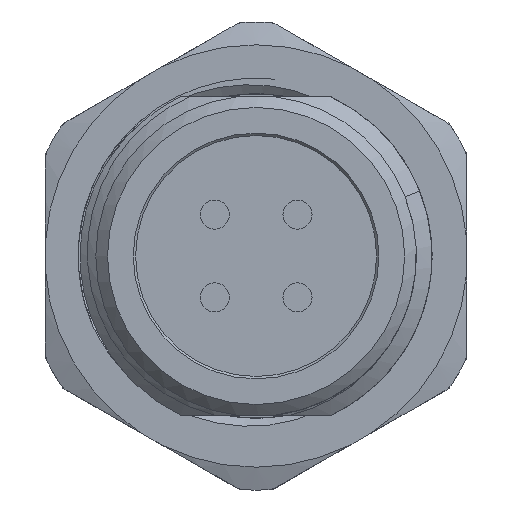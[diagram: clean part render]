
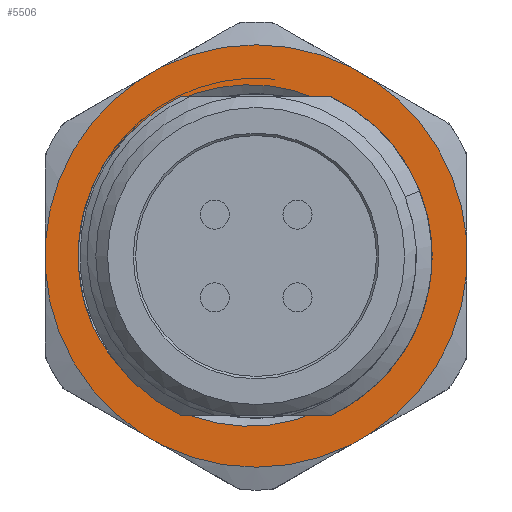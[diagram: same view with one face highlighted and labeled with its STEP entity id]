
A CAD part, left-side view. The second image highlights one B-rep face of the part: STEP entity #5506.
In plain terms, the highlighted planar face has unit normal (-1, 0, 0).
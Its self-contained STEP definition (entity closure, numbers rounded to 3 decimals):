
#265=B_SPLINE_CURVE_WITH_KNOTS('',3,(#19433,#19434,#19435,#19436,#19437,
#19438,#19439),.UNSPECIFIED.,.F.,.F.,(4,1,1,1,4),(0.,
0.004,0.009,0.013,0.017),
 .UNSPECIFIED.);
#266=B_SPLINE_CURVE_WITH_KNOTS('',3,(#19443,#19444,#19445,#19446,#19447,
#19448,#19449),.UNSPECIFIED.,.F.,.F.,(4,1,1,1,4),(0.,
0.004,0.009,0.013,0.017),
 .UNSPECIFIED.);
#561=LINE('',#19450,#826);
#562=LINE('',#19455,#827);
#563=LINE('',#19459,#828);
#564=LINE('',#19463,#829);
#565=LINE('',#19467,#830);
#566=LINE('',#19471,#831);
#826=VECTOR('',#7710,1000.);
#827=VECTOR('',#7713,1000.);
#828=VECTOR('',#7716,1000.);
#829=VECTOR('',#7719,1000.);
#830=VECTOR('',#7722,1000.);
#831=VECTOR('',#7725,1000.);
#1041=PLANE('',#6330);
#2265=ORIENTED_EDGE('',*,*,#3133,.F.);
#2266=ORIENTED_EDGE('',*,*,#3134,.T.);
#2267=ORIENTED_EDGE('',*,*,#3135,.T.);
#2268=ORIENTED_EDGE('',*,*,#3136,.T.);
#2269=ORIENTED_EDGE('',*,*,#3137,.F.);
#2270=ORIENTED_EDGE('',*,*,#3138,.T.);
#2271=ORIENTED_EDGE('',*,*,#3139,.F.);
#2272=ORIENTED_EDGE('',*,*,#3140,.T.);
#2273=ORIENTED_EDGE('',*,*,#3141,.F.);
#2274=ORIENTED_EDGE('',*,*,#3142,.T.);
#2275=ORIENTED_EDGE('',*,*,#3143,.F.);
#2276=ORIENTED_EDGE('',*,*,#3144,.T.);
#2277=ORIENTED_EDGE('',*,*,#3145,.F.);
#2278=ORIENTED_EDGE('',*,*,#3146,.T.);
#2279=ORIENTED_EDGE('',*,*,#3147,.F.);
#2280=ORIENTED_EDGE('',*,*,#3148,.T.);
#3133=EDGE_CURVE('',#3708,#3709,#4035,.T.);
#3134=EDGE_CURVE('',#3708,#3710,#265,.T.);
#3135=EDGE_CURVE('',#3710,#3711,#4036,.F.);
#3136=EDGE_CURVE('',#3711,#3709,#266,.T.);
#3137=EDGE_CURVE('',#3712,#3713,#561,.T.);
#3138=EDGE_CURVE('',#3712,#3714,#4037,.F.);
#3139=EDGE_CURVE('',#3715,#3714,#562,.T.);
#3140=EDGE_CURVE('',#3715,#3716,#4038,.F.);
#3141=EDGE_CURVE('',#3717,#3716,#563,.T.);
#3142=EDGE_CURVE('',#3717,#3718,#4039,.F.);
#3143=EDGE_CURVE('',#3719,#3718,#564,.T.);
#3144=EDGE_CURVE('',#3719,#3720,#4040,.F.);
#3145=EDGE_CURVE('',#3721,#3720,#565,.T.);
#3146=EDGE_CURVE('',#3721,#3722,#4041,.F.);
#3147=EDGE_CURVE('',#3723,#3722,#566,.T.);
#3148=EDGE_CURVE('',#3723,#3713,#4042,.F.);
#3708=VERTEX_POINT('',#19431);
#3709=VERTEX_POINT('',#19432);
#3710=VERTEX_POINT('',#19440);
#3711=VERTEX_POINT('',#19442);
#3712=VERTEX_POINT('',#19451);
#3713=VERTEX_POINT('',#19452);
#3714=VERTEX_POINT('',#19454);
#3715=VERTEX_POINT('',#19456);
#3716=VERTEX_POINT('',#19458);
#3717=VERTEX_POINT('',#19460);
#3718=VERTEX_POINT('',#19462);
#3719=VERTEX_POINT('',#19464);
#3720=VERTEX_POINT('',#19466);
#3721=VERTEX_POINT('',#19468);
#3722=VERTEX_POINT('',#19470);
#3723=VERTEX_POINT('',#19472);
#4035=CIRCLE('',#6331,7.6);
#4036=CIRCLE('',#6332,6.93);
#4037=CIRCLE('',#6333,9.024);
#4038=CIRCLE('',#6334,9.024);
#4039=CIRCLE('',#6335,9.024);
#4040=CIRCLE('',#6336,9.024);
#4041=CIRCLE('',#6337,9.024);
#4042=CIRCLE('',#6338,9.024);
#4510=EDGE_LOOP('',(#2265,#2266,#2267,#2268));
#4511=EDGE_LOOP('',(#2269,#2270,#2271,#2272,#2273,#2274,#2275,#2276,#2277,
#2278,#2279,#2280));
#5021=FACE_BOUND('',#4510,.T.);
#5022=FACE_BOUND('',#4511,.T.);
#5506=ADVANCED_FACE('',(#5021,#5022),#1041,.F.);
#6330=AXIS2_PLACEMENT_3D('',#19429,#7704,#7705);
#6331=AXIS2_PLACEMENT_3D('',#19430,#7706,#7707);
#6332=AXIS2_PLACEMENT_3D('',#19441,#7708,#7709);
#6333=AXIS2_PLACEMENT_3D('',#19453,#7711,#7712);
#6334=AXIS2_PLACEMENT_3D('',#19457,#7714,#7715);
#6335=AXIS2_PLACEMENT_3D('',#19461,#7717,#7718);
#6336=AXIS2_PLACEMENT_3D('',#19465,#7720,#7721);
#6337=AXIS2_PLACEMENT_3D('',#19469,#7723,#7724);
#6338=AXIS2_PLACEMENT_3D('',#19473,#7726,#7727);
#7704=DIRECTION('',(1.,0.,0.));
#7705=DIRECTION('',(0.,0.,-1.));
#7706=DIRECTION('',(-1.,0.,0.));
#7707=DIRECTION('',(0.,1.,0.));
#7708=DIRECTION('',(-1.,0.,0.));
#7709=DIRECTION('',(0.,0.,1.));
#7710=DIRECTION('',(0.,1.,0.));
#7711=DIRECTION('',(1.,0.,0.));
#7712=DIRECTION('',(0.,0.,-1.));
#7713=DIRECTION('',(0.,0.498,-0.867));
#7714=DIRECTION('',(1.,0.,0.));
#7715=DIRECTION('',(0.,0.,-1.));
#7716=DIRECTION('',(0.,-0.498,-0.867));
#7717=DIRECTION('',(1.,0.,0.));
#7718=DIRECTION('',(0.,0.,-1.));
#7719=DIRECTION('',(0.,-1.,0.));
#7720=DIRECTION('',(1.,0.,0.));
#7721=DIRECTION('',(0.,0.,-1.));
#7722=DIRECTION('',(0.,-0.497,0.868));
#7723=DIRECTION('',(1.,0.,0.));
#7724=DIRECTION('',(0.,0.,-1.));
#7725=DIRECTION('',(0.,0.497,0.868));
#7726=DIRECTION('',(1.,0.,0.));
#7727=DIRECTION('',(0.,0.,-1.));
#19429=CARTESIAN_POINT('',(-1.5,0.,0.));
#19430=CARTESIAN_POINT('',(-1.5,0.,0.));
#19431=CARTESIAN_POINT('',(-1.5,-4.081,6.411));
#19432=CARTESIAN_POINT('',(-1.5,3.02,6.974));
#19433=CARTESIAN_POINT('',(-1.5,-4.081,6.411));
#19434=CARTESIAN_POINT('',(-1.5,-5.265,5.593));
#19435=CARTESIAN_POINT('',(-1.5,-7.132,3.294));
#19436=CARTESIAN_POINT('',(-1.5,-7.622,-1.136));
#19437=CARTESIAN_POINT('',(-1.5,-5.55,-5.108));
#19438=CARTESIAN_POINT('',(-1.5,-2.928,-6.508));
#19439=CARTESIAN_POINT('',(-1.5,-1.511,-6.763));
#19440=CARTESIAN_POINT('',(-1.5,-1.511,-6.763));
#19441=CARTESIAN_POINT('',(-1.5,0.,0.));
#19442=CARTESIAN_POINT('',(-1.5,2.558,-6.441));
#19443=CARTESIAN_POINT('',(-1.5,2.558,-6.441));
#19444=CARTESIAN_POINT('',(-1.5,3.917,-5.964));
#19445=CARTESIAN_POINT('',(-1.5,6.29,-4.163));
#19446=CARTESIAN_POINT('',(-1.5,7.705,0.074));
#19447=CARTESIAN_POINT('',(-1.5,6.523,4.38));
#19448=CARTESIAN_POINT('',(-1.5,4.318,6.354));
#19449=CARTESIAN_POINT('',(-1.5,3.02,6.974));
#19450=CARTESIAN_POINT('',(-1.5,-4.376,-8.992));
#19451=CARTESIAN_POINT('',(-1.5,-0.764,-8.992));
#19452=CARTESIAN_POINT('',(-1.5,0.764,-8.992));
#19453=CARTESIAN_POINT('',(-1.5,0.,0.));
#19454=CARTESIAN_POINT('',(-1.5,-7.542,-4.955));
#19455=CARTESIAN_POINT('',(-1.5,-9.974,-0.725));
#19456=CARTESIAN_POINT('',(-1.5,-8.078,-4.024));
#19457=CARTESIAN_POINT('',(-1.5,0.,0.));
#19458=CARTESIAN_POINT('',(-1.5,-8.078,4.024));
#19459=CARTESIAN_POINT('',(-1.5,-5.646,8.254));
#19460=CARTESIAN_POINT('',(-1.5,-7.542,4.955));
#19461=CARTESIAN_POINT('',(-1.5,0.,0.));
#19462=CARTESIAN_POINT('',(-1.5,-0.537,9.008));
#19463=CARTESIAN_POINT('',(-1.5,4.342,9.008));
#19464=CARTESIAN_POINT('',(-1.5,0.537,9.008));
#19465=CARTESIAN_POINT('',(-1.5,0.,0.));
#19466=CARTESIAN_POINT('',(-1.5,7.551,4.941));
#19467=CARTESIAN_POINT('',(-1.5,9.975,0.706));
#19468=CARTESIAN_POINT('',(-1.5,8.085,4.008));
#19469=CARTESIAN_POINT('',(-1.5,0.,0.));
#19470=CARTESIAN_POINT('',(-1.5,8.085,-4.008));
#19471=CARTESIAN_POINT('',(-1.5,5.661,-8.243));
#19472=CARTESIAN_POINT('',(-1.5,7.551,-4.941));
#19473=CARTESIAN_POINT('',(-1.5,0.,0.));
